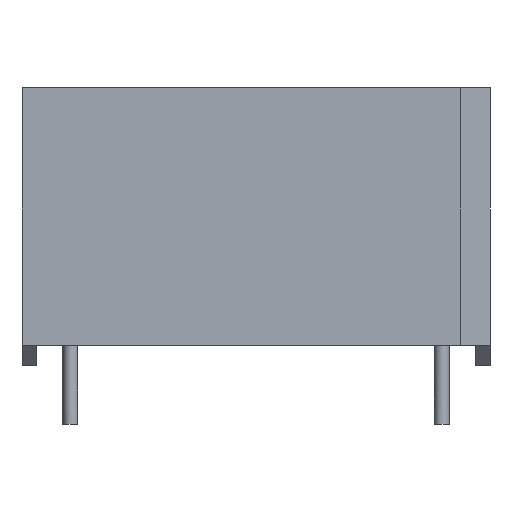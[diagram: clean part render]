
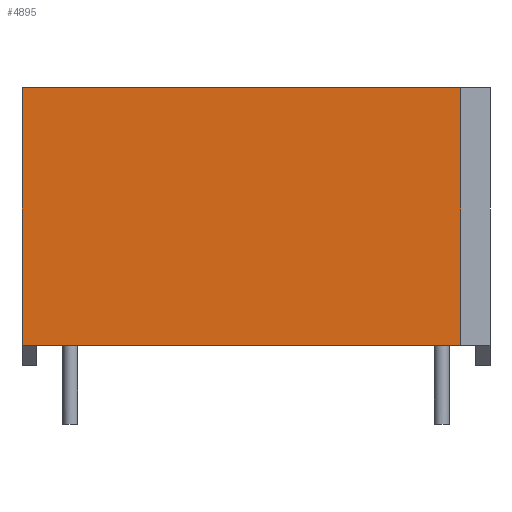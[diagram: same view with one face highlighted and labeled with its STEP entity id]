
A CAD part, front view. The second image highlights one B-rep face of the part: STEP entity #4895.
In plain terms, the highlighted planar face has unit normal (0, -1, 0).
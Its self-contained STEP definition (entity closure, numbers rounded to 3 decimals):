
#2467 = DIRECTION ( 'NONE',  ( 0., 0., 1. ) ) ;
#2468 = VECTOR ( 'NONE', #2467, 1000. ) ;
#2469 = CARTESIAN_POINT ( 'NONE',  ( -8., -12.5, -8.8 ) ) ;
#2470 = LINE ( 'NONE', #2469, #2468 ) ;
#2537 = DIRECTION ( 'NONE',  ( 1., 0., 0. ) ) ;
#2538 = VECTOR ( 'NONE', #2537, 1000. ) ;
#2539 = CARTESIAN_POINT ( 'NONE',  ( -8., -12.5, -8.8 ) ) ;
#2540 = LINE ( 'NONE', #2539, #2538 ) ;
#2581 = CARTESIAN_POINT ( 'NONE',  ( -8., -12.5, 0. ) ) ;
#2641 = CARTESIAN_POINT ( 'NONE',  ( -8., -12.5, -8.8 ) ) ;
#2642 = CARTESIAN_POINT ( 'NONE',  ( 7., -12.5, -8.8 ) ) ;
#3167 = CARTESIAN_POINT ( 'NONE',  ( 7., -12.5, -8.8 ) ) ;
#3168 = LINE ( 'NONE', #3167, #3219 ) ;
#3169 = DIRECTION ( 'NONE',  ( 1., 0., 0. ) ) ;
#3170 = VECTOR ( 'NONE', #3169, 1000. ) ;
#3171 = CARTESIAN_POINT ( 'NONE',  ( -8., -12.5, 0. ) ) ;
#3172 = LINE ( 'NONE', #3171, #3170 ) ;
#3217 = CARTESIAN_POINT ( 'NONE',  ( 7., -12.5, 0. ) ) ;
#3218 = DIRECTION ( 'NONE',  ( 0., 0., 1. ) ) ;
#3219 = VECTOR ( 'NONE', #3218, 1000. ) ;
#3233 = FACE_OUTER_BOUND ( 'NONE', #4896, .T. ) ;
#3273 = DIRECTION ( 'NONE',  ( 0., 0., -1. ) ) ;
#3274 = DIRECTION ( 'NONE',  ( 0., -1., 0. ) ) ;
#3275 = CARTESIAN_POINT ( 'NONE',  ( -8., -12.5, -8.8 ) ) ;
#3276 = AXIS2_PLACEMENT_3D ( 'NONE', #3275, #3274, #3273 ) ;
#3277 = PLANE ( 'NONE',  #3276 ) ;
#4677 = EDGE_CURVE ( 'NONE', #4772, #4725, #2470, .T. ) ;
#4696 = EDGE_CURVE ( 'NONE', #4772, #4771, #2540, .T. ) ;
#4725 = VERTEX_POINT ( 'NONE', #2581 ) ;
#4771 = VERTEX_POINT ( 'NONE', #2642 ) ;
#4772 = VERTEX_POINT ( 'NONE', #2641 ) ;
#4847 = ORIENTED_EDGE ( 'NONE', *, *, #4848, .F. ) ;
#4848 = EDGE_CURVE ( 'NONE', #4725, #4852, #3172, .T. ) ;
#4851 = EDGE_CURVE ( 'NONE', #4771, #4852, #3168, .T. ) ;
#4852 = VERTEX_POINT ( 'NONE', #3217 ) ;
#4891 = ORIENTED_EDGE ( 'NONE', *, *, #4677, .F. ) ;
#4892 = ORIENTED_EDGE ( 'NONE', *, *, #4696, .T. ) ;
#4893 = ORIENTED_EDGE ( 'NONE', *, *, #4851, .T. ) ;
#4895 = ADVANCED_FACE ( 'NONE', ( #3233 ), #3277, .T. ) ;
#4896 = EDGE_LOOP ( 'NONE', ( #4847, #4891, #4892, #4893 ) ) ;
